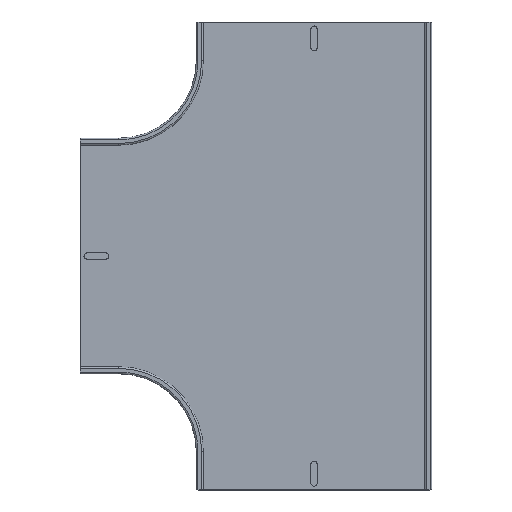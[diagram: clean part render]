
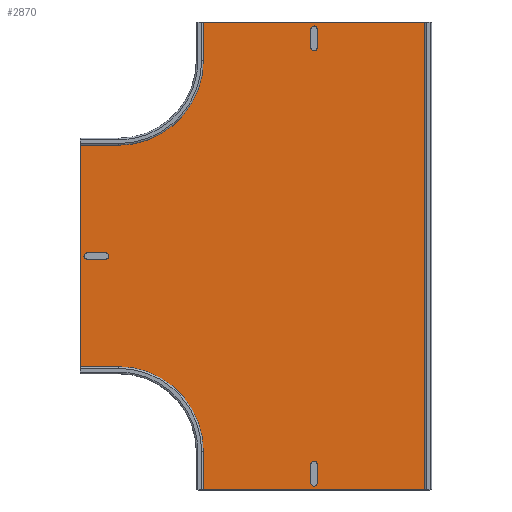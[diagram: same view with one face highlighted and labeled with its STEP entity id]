
A CAD part, top view. The second image highlights one B-rep face of the part: STEP entity #2870.
In plain terms, the highlighted planar face has unit normal (0, 0, 1).
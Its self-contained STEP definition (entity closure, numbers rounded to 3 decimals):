
#292=FACE_OUTER_BOUND('',#454,.T.);
#454=EDGE_LOOP('',(#2623,#2624,#2625,#2626,#2627,#2628,#2629,#2630,#2631,
#2632));
#645=CIRCLE('',#3241,102.6);
#654=CIRCLE('',#3260,102.6);
#857=LINE('',#5007,#1091);
#867=LINE('',#5034,#1101);
#871=LINE('',#5048,#1105);
#873=LINE('',#5064,#1107);
#881=LINE('',#5087,#1115);
#884=LINE('',#5104,#1118);
#886=LINE('',#5111,#1120);
#889=LINE('',#5116,#1123);
#1091=VECTOR('',#4094,1.);
#1101=VECTOR('',#4118,1.);
#1105=VECTOR('',#4134,1.);
#1107=VECTOR('',#4156,1.);
#1115=VECTOR('',#4184,1.);
#1118=VECTOR('',#4207,1.);
#1120=VECTOR('',#4217,1.);
#1123=VECTOR('',#4224,1.);
#1387=VERTEX_POINT('',#5004);
#1388=VERTEX_POINT('',#5006);
#1397=VERTEX_POINT('',#5031);
#1398=VERTEX_POINT('',#5033);
#1402=VERTEX_POINT('',#5047);
#1405=VERTEX_POINT('',#5059);
#1406=VERTEX_POINT('',#5063);
#1411=VERTEX_POINT('',#5085);
#1414=VERTEX_POINT('',#5098);
#1415=VERTEX_POINT('',#5102);
#1793=EDGE_CURVE('',#1388,#1387,#857,.T.);
#1807=EDGE_CURVE('',#1398,#1397,#867,.T.);
#1814=EDGE_CURVE('',#1388,#1402,#871,.T.);
#1821=EDGE_CURVE('',#1405,#1402,#645,.T.);
#1822=EDGE_CURVE('',#1405,#1406,#873,.T.);
#1834=EDGE_CURVE('',#1397,#1411,#881,.T.);
#1841=EDGE_CURVE('',#1414,#1411,#654,.T.);
#1843=EDGE_CURVE('',#1414,#1415,#884,.T.);
#1846=EDGE_CURVE('',#1415,#1406,#886,.T.);
#1849=EDGE_CURVE('',#1398,#1387,#889,.T.);
#2623=ORIENTED_EDGE('',*,*,#1849,.F.);
#2624=ORIENTED_EDGE('',*,*,#1807,.T.);
#2625=ORIENTED_EDGE('',*,*,#1834,.T.);
#2626=ORIENTED_EDGE('',*,*,#1841,.F.);
#2627=ORIENTED_EDGE('',*,*,#1843,.T.);
#2628=ORIENTED_EDGE('',*,*,#1846,.T.);
#2629=ORIENTED_EDGE('',*,*,#1822,.F.);
#2630=ORIENTED_EDGE('',*,*,#1821,.T.);
#2631=ORIENTED_EDGE('',*,*,#1814,.F.);
#2632=ORIENTED_EDGE('',*,*,#1793,.T.);
#2709=PLANE('',#3269);
#2870=ADVANCED_FACE('',(#292),#2709,.T.);
#3241=AXIS2_PLACEMENT_3D('',#5061,#4152,#4153);
#3260=AXIS2_PLACEMENT_3D('',#5100,#4201,#4202);
#3269=AXIS2_PLACEMENT_3D('',#5117,#4225,#4226);
#4094=DIRECTION('',(1.,0.,0.));
#4118=DIRECTION('',(-1.,0.,0.));
#4134=DIRECTION('',(0.,1.,0.));
#4152=DIRECTION('center_axis',(0.,0.,-1.));
#4153=DIRECTION('ref_axis',(0.,1.,0.));
#4156=DIRECTION('',(-1.,0.,0.));
#4184=DIRECTION('',(0.,-1.,0.));
#4201=DIRECTION('center_axis',(0.,0.,1.));
#4202=DIRECTION('ref_axis',(0.,-1.,0.));
#4207=DIRECTION('',(-1.,0.,0.));
#4217=DIRECTION('',(0.,-1.,0.));
#4224=DIRECTION('',(0.,-1.,0.));
#4225=DIRECTION('center_axis',(0.,0.,1.));
#4226=DIRECTION('ref_axis',(0.,1.,0.));
#5004=CARTESIAN_POINT('',(452.511,-138.321,1.1));
#5006=CARTESIAN_POINT('',(155.311,-138.321,1.1));
#5007=CARTESIAN_POINT('',(292.411,-138.321,1.1));
#5031=CARTESIAN_POINT('',(155.311,462.679,1.1));
#5033=CARTESIAN_POINT('',(452.511,462.679,1.1));
#5034=CARTESIAN_POINT('',(378.911,462.679,1.1));
#5047=CARTESIAN_POINT('',(155.311,-89.021,1.1));
#5048=CARTESIAN_POINT('',(155.311,-138.321,1.1));
#5059=CARTESIAN_POINT('',(52.711,13.579,1.1));
#5061=CARTESIAN_POINT('Origin',(52.711,-89.021,1.1));
#5063=CARTESIAN_POINT('',(3.411,13.579,1.1));
#5064=CARTESIAN_POINT('',(52.711,13.579,1.1));
#5085=CARTESIAN_POINT('',(155.311,413.379,1.1));
#5087=CARTESIAN_POINT('',(155.311,462.679,1.1));
#5098=CARTESIAN_POINT('',(52.711,310.779,1.1));
#5100=CARTESIAN_POINT('Origin',(52.711,413.379,1.1));
#5102=CARTESIAN_POINT('',(3.411,310.779,1.1));
#5104=CARTESIAN_POINT('',(52.711,310.779,1.1));
#5111=CARTESIAN_POINT('',(3.411,212.179,1.1));
#5116=CARTESIAN_POINT('',(452.511,212.179,1.1));
#5117=CARTESIAN_POINT('Origin',(202.711,186.579,1.1));
